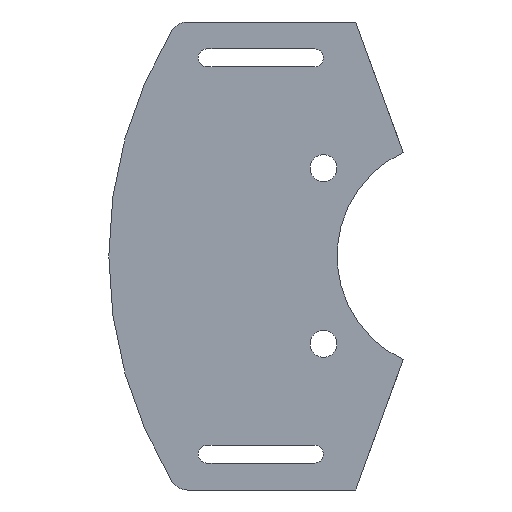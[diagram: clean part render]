
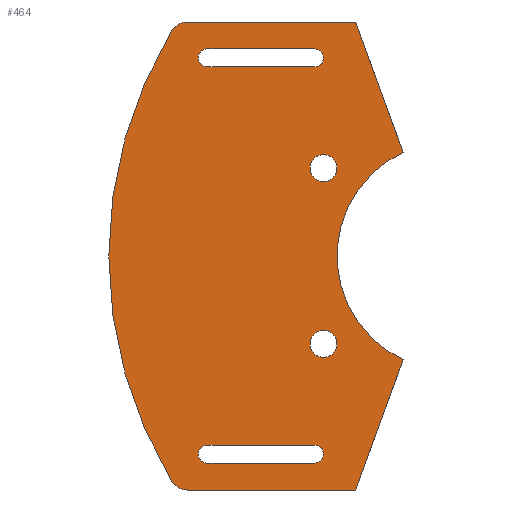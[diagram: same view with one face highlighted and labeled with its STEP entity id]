
A CAD part, front view. The second image highlights one B-rep face of the part: STEP entity #464.
In plain terms, the highlighted planar face has unit normal (0, -1, 0).
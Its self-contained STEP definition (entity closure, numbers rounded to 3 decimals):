
#17=FACE_BOUND('',#92,.T.);
#18=FACE_BOUND('',#93,.T.);
#19=FACE_BOUND('',#94,.T.);
#20=FACE_BOUND('',#95,.T.);
#28=CIRCLE('',#512,1.5);
#29=CIRCLE('',#514,1.5);
#30=CIRCLE('',#517,12.75);
#31=CIRCLE('',#520,2.);
#32=CIRCLE('',#521,48.43);
#33=CIRCLE('',#522,2.);
#34=CIRCLE('',#523,1.);
#35=CIRCLE('',#524,1.);
#36=CIRCLE('',#525,1.);
#37=CIRCLE('',#526,1.);
#65=FACE_OUTER_BOUND('',#91,.T.);
#91=EDGE_LOOP('',(#354,#355,#356,#357,#358,#359,#360,#361));
#92=EDGE_LOOP('',(#362,#363,#364,#365));
#93=EDGE_LOOP('',(#366,#367,#368,#369));
#94=EDGE_LOOP('',(#370));
#95=EDGE_LOOP('',(#371));
#126=LINE('',#732,#170);
#129=LINE('',#740,#173);
#132=LINE('',#746,#176);
#133=LINE('',#753,#177);
#134=LINE('',#756,#178);
#135=LINE('',#760,#179);
#136=LINE('',#764,#180);
#137=LINE('',#768,#181);
#170=VECTOR('',#592,10.);
#173=VECTOR('',#601,10.);
#176=VECTOR('',#606,10.);
#177=VECTOR('',#613,10.);
#178=VECTOR('',#614,10.);
#179=VECTOR('',#617,10.);
#180=VECTOR('',#620,10.);
#181=VECTOR('',#623,10.);
#212=VERTEX_POINT('',#719);
#213=VERTEX_POINT('',#723);
#215=VERTEX_POINT('',#729);
#216=VERTEX_POINT('',#731);
#217=VERTEX_POINT('',#735);
#218=VERTEX_POINT('',#739);
#220=VERTEX_POINT('',#745);
#221=VERTEX_POINT('',#747);
#222=VERTEX_POINT('',#749);
#223=VERTEX_POINT('',#751);
#224=VERTEX_POINT('',#754);
#225=VERTEX_POINT('',#755);
#226=VERTEX_POINT('',#757);
#227=VERTEX_POINT('',#759);
#228=VERTEX_POINT('',#762);
#229=VERTEX_POINT('',#763);
#230=VERTEX_POINT('',#765);
#231=VERTEX_POINT('',#767);
#259=EDGE_CURVE('',#212,#212,#28,.T.);
#261=EDGE_CURVE('',#213,#213,#29,.T.);
#265=EDGE_CURVE('',#216,#215,#126,.T.);
#267=EDGE_CURVE('',#217,#216,#30,.T.);
#269=EDGE_CURVE('',#218,#217,#129,.T.);
#272=EDGE_CURVE('',#215,#220,#132,.T.);
#273=EDGE_CURVE('',#220,#221,#31,.T.);
#274=EDGE_CURVE('',#221,#222,#32,.T.);
#275=EDGE_CURVE('',#222,#223,#33,.T.);
#276=EDGE_CURVE('',#223,#218,#133,.T.);
#277=EDGE_CURVE('',#224,#225,#134,.T.);
#278=EDGE_CURVE('',#225,#226,#34,.T.);
#279=EDGE_CURVE('',#226,#227,#135,.T.);
#280=EDGE_CURVE('',#227,#224,#35,.T.);
#281=EDGE_CURVE('',#228,#229,#136,.T.);
#282=EDGE_CURVE('',#229,#230,#36,.T.);
#283=EDGE_CURVE('',#230,#231,#137,.T.);
#284=EDGE_CURVE('',#231,#228,#37,.T.);
#354=ORIENTED_EDGE('',*,*,#269,.T.);
#355=ORIENTED_EDGE('',*,*,#267,.T.);
#356=ORIENTED_EDGE('',*,*,#265,.T.);
#357=ORIENTED_EDGE('',*,*,#272,.T.);
#358=ORIENTED_EDGE('',*,*,#273,.T.);
#359=ORIENTED_EDGE('',*,*,#274,.T.);
#360=ORIENTED_EDGE('',*,*,#275,.T.);
#361=ORIENTED_EDGE('',*,*,#276,.T.);
#362=ORIENTED_EDGE('',*,*,#277,.T.);
#363=ORIENTED_EDGE('',*,*,#278,.T.);
#364=ORIENTED_EDGE('',*,*,#279,.T.);
#365=ORIENTED_EDGE('',*,*,#280,.T.);
#366=ORIENTED_EDGE('',*,*,#281,.T.);
#367=ORIENTED_EDGE('',*,*,#282,.T.);
#368=ORIENTED_EDGE('',*,*,#283,.T.);
#369=ORIENTED_EDGE('',*,*,#284,.T.);
#370=ORIENTED_EDGE('',*,*,#261,.T.);
#371=ORIENTED_EDGE('',*,*,#259,.T.);
#447=PLANE('',#519);
#464=ADVANCED_FACE('',(#65,#17,#18,#19,#20),#447,.T.);
#512=AXIS2_PLACEMENT_3D('',#720,#580,#581);
#514=AXIS2_PLACEMENT_3D('',#724,#585,#586);
#517=AXIS2_PLACEMENT_3D('',#736,#596,#597);
#519=AXIS2_PLACEMENT_3D('',#744,#604,#605);
#520=AXIS2_PLACEMENT_3D('',#748,#607,#608);
#521=AXIS2_PLACEMENT_3D('',#750,#609,#610);
#522=AXIS2_PLACEMENT_3D('',#752,#611,#612);
#523=AXIS2_PLACEMENT_3D('',#758,#615,#616);
#524=AXIS2_PLACEMENT_3D('',#761,#618,#619);
#525=AXIS2_PLACEMENT_3D('',#766,#621,#622);
#526=AXIS2_PLACEMENT_3D('',#769,#624,#625);
#580=DIRECTION('center_axis',(0.,1.,0.));
#581=DIRECTION('ref_axis',(-1.,0.,0.));
#585=DIRECTION('center_axis',(0.,1.,0.));
#586=DIRECTION('ref_axis',(-1.,0.,0.));
#592=DIRECTION('',(-0.342,0.,0.94));
#596=DIRECTION('center_axis',(0.,1.,0.));
#597=DIRECTION('ref_axis',(0.421,0.,-0.907));
#601=DIRECTION('',(0.342,0.,0.94));
#604=DIRECTION('center_axis',(0.,-1.,0.));
#605=DIRECTION('ref_axis',(0.,0.,-1.));
#606=DIRECTION('',(-1.,0.,0.));
#607=DIRECTION('center_axis',(0.,-1.,0.));
#608=DIRECTION('ref_axis',(0.,0.,1.));
#609=DIRECTION('center_axis',(0.,-1.,0.));
#610=DIRECTION('ref_axis',(-0.855,0.,0.519));
#611=DIRECTION('center_axis',(0.,-1.,0.));
#612=DIRECTION('ref_axis',(-0.855,0.,-0.519));
#613=DIRECTION('',(1.,0.,0.));
#614=DIRECTION('',(-1.,0.,0.));
#615=DIRECTION('center_axis',(0.,1.,0.));
#616=DIRECTION('ref_axis',(0.,0.,
-1.));
#617=DIRECTION('',(1.,0.,0.));
#618=DIRECTION('center_axis',(0.,1.,0.));
#619=DIRECTION('ref_axis',(0.,0.,1.));
#620=DIRECTION('',(1.,0.,0.));
#621=DIRECTION('center_axis',(0.,1.,0.));
#622=DIRECTION('ref_axis',(0.,0.,1.));
#623=DIRECTION('',(-1.,0.,0.));
#624=DIRECTION('center_axis',(0.,1.,0.));
#625=DIRECTION('ref_axis',(0.,0.,
-1.));
#719=CARTESIAN_POINT('',(1.5,0.,-17.469));
#720=CARTESIAN_POINT('Origin',(0.,0.,
-17.469));
#723=CARTESIAN_POINT('',(1.5,0.,-37.062));
#724=CARTESIAN_POINT('Origin',(0.,0.,
-37.062));
#729=CARTESIAN_POINT('',(3.599,0.,-1.155));
#731=CARTESIAN_POINT('',(8.894,0.,-15.701));
#732=CARTESIAN_POINT('',(8.894,0.,-15.701));
#735=CARTESIAN_POINT('',(8.894,0.,-38.83));
#736=CARTESIAN_POINT('Origin',(14.263,0.,-27.265));
#739=CARTESIAN_POINT('',(3.599,0.,-53.376));
#740=CARTESIAN_POINT('',(3.599,0.,-53.376));
#744=CARTESIAN_POINT('Origin',(-7.53,0.,-27.265));
#745=CARTESIAN_POINT('',(-15.203,0.,-1.155));
#746=CARTESIAN_POINT('',(3.599,0.,-1.155));
#747=CARTESIAN_POINT('',(-16.912,0.,-2.116));
#748=CARTESIAN_POINT('Origin',(-15.203,0.,-3.155));
#749=CARTESIAN_POINT('',(-16.912,0.,-52.414));
#750=CARTESIAN_POINT('Origin',(24.476,0.,-27.265));
#751=CARTESIAN_POINT('',(-15.203,0.,-53.376));
#752=CARTESIAN_POINT('Origin',(-15.203,0.,-51.376));
#753=CARTESIAN_POINT('',(-15.203,0.,-53.376));
#754=CARTESIAN_POINT('',(-1.,0.,-50.376));
#755=CARTESIAN_POINT('',(-13.,0.,-50.376));
#756=CARTESIAN_POINT('',(-10.265,0.,-50.376));
#757=CARTESIAN_POINT('',(-13.,0.,-48.376));
#758=CARTESIAN_POINT('Origin',(-13.,0.,-49.376));
#759=CARTESIAN_POINT('',(-1.,0.,-48.376));
#760=CARTESIAN_POINT('',(-4.265,0.,-48.376));
#761=CARTESIAN_POINT('Origin',(-1.,0.,-49.376));
#762=CARTESIAN_POINT('',(-13.,0.,-4.155));
#763=CARTESIAN_POINT('',(-1.,0.,-4.155));
#764=CARTESIAN_POINT('',(-4.265,0.,-4.155));
#765=CARTESIAN_POINT('',(-1.,0.,-6.155));
#766=CARTESIAN_POINT('Origin',(-1.,0.,-5.155));
#767=CARTESIAN_POINT('',(-13.,0.,-6.155));
#768=CARTESIAN_POINT('',(-10.265,0.,-6.155));
#769=CARTESIAN_POINT('Origin',(-13.,0.,-5.155));
